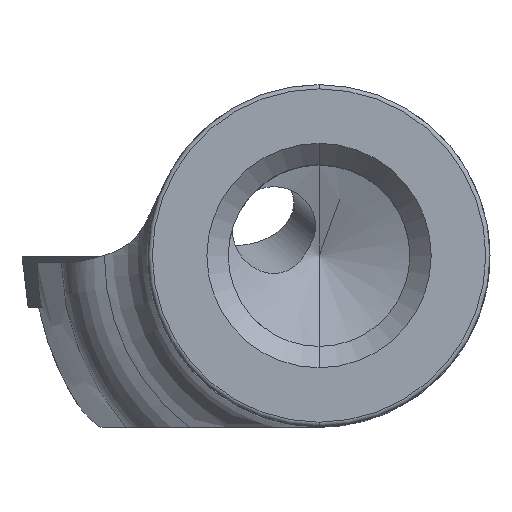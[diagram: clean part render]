
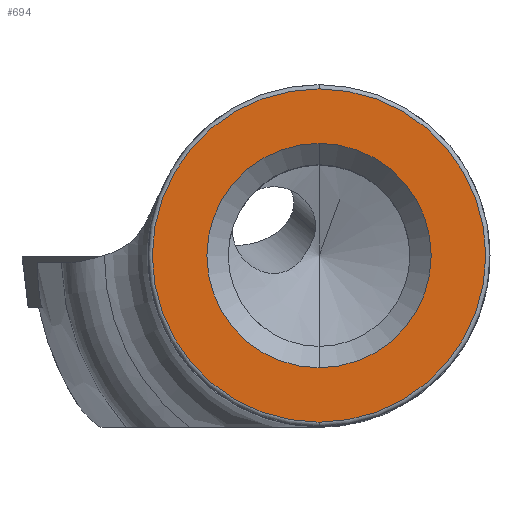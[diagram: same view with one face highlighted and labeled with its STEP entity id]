
A CAD part, top view. The second image highlights one B-rep face of the part: STEP entity #694.
In plain terms, the highlighted planar face has unit normal (0, 0, 1).
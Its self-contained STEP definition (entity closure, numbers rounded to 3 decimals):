
#694=ADVANCED_FACE('NONE',(#1946,#1947),#1948,.T.);
#744=EDGE_CURVE('NONE',#1680,#1072,#2007,.F.);
#1038=VERTEX_POINT('NONE',#2330);
#1072=VERTEX_POINT('NONE',#2366);
#1124=VERTEX_POINT('NONE',#2426);
#1222=EDGE_CURVE('NONE',#1038,#1124,#2532,.T.);
#1414=EDGE_CURVE('NONE',#1072,#1680,#2744,.T.);
#1680=VERTEX_POINT('NONE',#3037);
#1706=EDGE_CURVE('NONE',#1124,#1038,#3066,.T.);
#1946=FACE_OUTER_BOUND('',#3392,.T.);
#1947=FACE_BOUND('',#3393,.T.);
#1948=PLANE('',#3394);
#2007=CIRCLE('',#3470,5.25);
#2330=CARTESIAN_POINT('',(0.,7.8,0.));
#2366=CARTESIAN_POINT('',(0.0,-5.25,0.0));
#2426=CARTESIAN_POINT('',(0.0,-7.8,0.0));
#2532=CIRCLE('',#4580,7.8);
#2744=CIRCLE('',#4923,5.25);
#3037=CARTESIAN_POINT('',(0.,5.25,0.));
#3066=CIRCLE('',#5589,7.8);
#3392=EDGE_LOOP('',(#6427,#6428));
#3393=EDGE_LOOP('',(#6429,#6430));
#3394=AXIS2_PLACEMENT_3D('',#6431,#6432,#6433);
#3470=AXIS2_PLACEMENT_3D('',#6532,#6533,#6534);
#4580=AXIS2_PLACEMENT_3D('',#7120,#7121,#7122);
#4923=AXIS2_PLACEMENT_3D('',#7383,#7384,#7385);
#5589=AXIS2_PLACEMENT_3D('',#7766,#7767,#7768);
#6427=ORIENTED_EDGE('',*,*,#1706,.T.);
#6428=ORIENTED_EDGE('',*,*,#1222,.T.);
#6429=ORIENTED_EDGE('',*,*,#1414,.T.);
#6430=ORIENTED_EDGE('',*,*,#744,.T.);
#6431=CARTESIAN_POINT('',(0.0,0.0,0.0));
#6432=DIRECTION('',(0.,0.0,1.0));
#6433=DIRECTION('',(0.0,-1.0,0.0));
#6532=CARTESIAN_POINT('',(0.0,0.0,0.0));
#6533=DIRECTION('',(0.,0.0,1.0));
#6534=DIRECTION('',(0.0,-1.0,0.0));
#7120=CARTESIAN_POINT('',(0.0,0.0,0.0));
#7121=DIRECTION('',(0.,-0.0,1.0));
#7122=DIRECTION('',(0.0,1.0,0.0));
#7383=CARTESIAN_POINT('',(0.0,0.0,0.0));
#7384=DIRECTION('',(0.,-0.0,-1.0));
#7385=DIRECTION('',(0.0,-1.0,0.0));
#7766=CARTESIAN_POINT('',(0.0,0.0,0.0));
#7767=DIRECTION('',(0.,-0.0,1.0));
#7768=DIRECTION('',(0.0,1.0,0.0));
